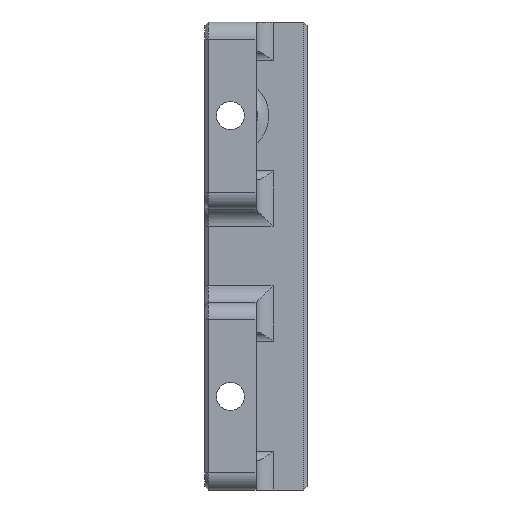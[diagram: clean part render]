
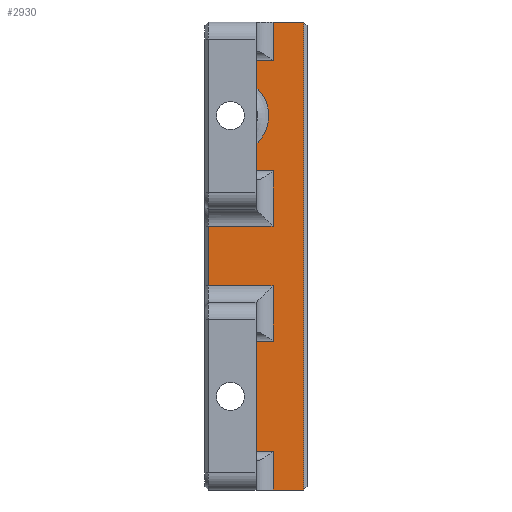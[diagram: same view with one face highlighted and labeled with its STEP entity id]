
A CAD part, front view. The second image highlights one B-rep face of the part: STEP entity #2930.
In plain terms, the highlighted planar face has unit normal (0, -1, 0).
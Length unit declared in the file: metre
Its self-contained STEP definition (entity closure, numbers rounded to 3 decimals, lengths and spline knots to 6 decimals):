
#127=LINE('',#4412,#430);
#128=LINE('',#4415,#431);
#129=LINE('',#4417,#432);
#130=LINE('',#4419,#433);
#131=LINE('',#4421,#434);
#132=LINE('',#4423,#435);
#133=LINE('',#4425,#436);
#134=LINE('',#4427,#437);
#135=LINE('',#4429,#438);
#136=LINE('',#4431,#439);
#137=LINE('',#4433,#440);
#138=LINE('',#4435,#441);
#139=LINE('',#4437,#442);
#140=LINE('',#4439,#443);
#141=LINE('',#4443,#444);
#142=LINE('',#4445,#445);
#143=LINE('',#4447,#446);
#430=VECTOR('',#3498,1.);
#431=VECTOR('',#3499,1.);
#432=VECTOR('',#3500,1.);
#433=VECTOR('',#3501,1.);
#434=VECTOR('',#3502,1.);
#435=VECTOR('',#3503,1.);
#436=VECTOR('',#3504,1.);
#437=VECTOR('',#3505,1.);
#438=VECTOR('',#3506,1.);
#439=VECTOR('',#3507,1.);
#440=VECTOR('',#3508,1.);
#441=VECTOR('',#3509,1.);
#442=VECTOR('',#3510,1.);
#443=VECTOR('',#3511,1.);
#444=VECTOR('',#3514,1.);
#445=VECTOR('',#3515,1.);
#446=VECTOR('',#3516,1.);
#690=PLANE('',#3131);
#856=ORIENTED_EDGE('',*,*,#1734,.T.);
#857=ORIENTED_EDGE('',*,*,#1735,.T.);
#858=ORIENTED_EDGE('',*,*,#1736,.T.);
#859=ORIENTED_EDGE('',*,*,#1737,.T.);
#860=ORIENTED_EDGE('',*,*,#1738,.T.);
#861=ORIENTED_EDGE('',*,*,#1739,.F.);
#862=ORIENTED_EDGE('',*,*,#1740,.T.);
#863=ORIENTED_EDGE('',*,*,#1741,.T.);
#864=ORIENTED_EDGE('',*,*,#1742,.T.);
#865=ORIENTED_EDGE('',*,*,#1743,.T.);
#866=ORIENTED_EDGE('',*,*,#1744,.F.);
#867=ORIENTED_EDGE('',*,*,#1745,.T.);
#868=ORIENTED_EDGE('',*,*,#1746,.T.);
#869=ORIENTED_EDGE('',*,*,#1747,.F.);
#870=ORIENTED_EDGE('',*,*,#1748,.T.);
#871=ORIENTED_EDGE('',*,*,#1749,.F.);
#872=ORIENTED_EDGE('',*,*,#1750,.T.);
#873=ORIENTED_EDGE('',*,*,#1751,.T.);
#874=ORIENTED_EDGE('',*,*,#1722,.F.);
#1722=EDGE_CURVE('',#2161,#2161,#2391,.F.);
#1734=EDGE_CURVE('',#2173,#2174,#127,.F.);
#1735=EDGE_CURVE('',#2174,#2175,#128,.T.);
#1736=EDGE_CURVE('',#2175,#2176,#129,.T.);
#1737=EDGE_CURVE('',#2176,#2177,#130,.F.);
#1738=EDGE_CURVE('',#2177,#2178,#131,.F.);
#1739=EDGE_CURVE('',#2179,#2178,#132,.T.);
#1740=EDGE_CURVE('',#2179,#2180,#133,.T.);
#1741=EDGE_CURVE('',#2180,#2181,#134,.F.);
#1742=EDGE_CURVE('',#2181,#2182,#135,.T.);
#1743=EDGE_CURVE('',#2182,#2183,#136,.T.);
#1744=EDGE_CURVE('',#2184,#2183,#137,.T.);
#1745=EDGE_CURVE('',#2184,#2185,#138,.T.);
#1746=EDGE_CURVE('',#2185,#2186,#139,.F.);
#1747=EDGE_CURVE('',#2187,#2186,#140,.T.);
#1748=EDGE_CURVE('',#2187,#2188,#2398,.T.);
#1749=EDGE_CURVE('',#2189,#2188,#141,.T.);
#1750=EDGE_CURVE('',#2189,#2190,#142,.T.);
#1751=EDGE_CURVE('',#2190,#2173,#143,.T.);
#2161=VERTEX_POINT('',#4379);
#2173=VERTEX_POINT('',#4413);
#2174=VERTEX_POINT('',#4414);
#2175=VERTEX_POINT('',#4416);
#2176=VERTEX_POINT('',#4418);
#2177=VERTEX_POINT('',#4420);
#2178=VERTEX_POINT('',#4422);
#2179=VERTEX_POINT('',#4424);
#2180=VERTEX_POINT('',#4426);
#2181=VERTEX_POINT('',#4428);
#2182=VERTEX_POINT('',#4430);
#2183=VERTEX_POINT('',#4432);
#2184=VERTEX_POINT('',#4434);
#2185=VERTEX_POINT('',#4436);
#2186=VERTEX_POINT('',#4438);
#2187=VERTEX_POINT('',#4440);
#2188=VERTEX_POINT('',#4442);
#2189=VERTEX_POINT('',#4444);
#2190=VERTEX_POINT('',#4446);
#2391=CIRCLE('',#3121,0.00165);
#2398=CIRCLE('',#3132,0.0045);
#2496=EDGE_LOOP('',(#856,#857,#858,#859,#860,#861,#862,#863,#864,#865,#866,
#867,#868,#869,#870,#871,#872,#873));
#2497=EDGE_LOOP('',(#874));
#2691=FACE_BOUND('',#2496,.T.);
#2692=FACE_BOUND('',#2497,.T.);
#2930=ADVANCED_FACE('',(#2691,#2692),#690,.F.);
#3121=AXIS2_PLACEMENT_3D('',#4378,#3473,#3474);
#3131=AXIS2_PLACEMENT_3D('',#4411,#3496,#3497);
#3132=AXIS2_PLACEMENT_3D('',#4441,#3512,#3513);
#3473=DIRECTION('',(0.,1.,0.));
#3474=DIRECTION('',(0.,0.,1.));
#3496=DIRECTION('',(0.,1.,0.));
#3497=DIRECTION('',(0.,0.,1.));
#3498=DIRECTION('',(1.,0.,0.));
#3499=DIRECTION('',(0.,0.,-1.));
#3500=DIRECTION('',(1.,0.,0.));
#3501=DIRECTION('',(0.,0.,1.));
#3502=DIRECTION('',(1.,0.,0.));
#3503=DIRECTION('',(0.,0.,1.));
#3504=DIRECTION('',(1.,0.,0.));
#3505=DIRECTION('',(0.,0.,1.));
#3506=DIRECTION('',(1.,0.,0.));
#3507=DIRECTION('',(0.,0.,1.));
#3508=DIRECTION('',(1.,0.,0.));
#3509=DIRECTION('',(0.,0.,-1.));
#3510=DIRECTION('',(1.,0.,0.));
#3511=DIRECTION('',(0.,0.,1.));
#3512=DIRECTION('',(0.,1.,0.));
#3513=DIRECTION('',(0.,0.,1.));
#3514=DIRECTION('',(0.,0.,1.));
#3515=DIRECTION('',(1.,0.,0.));
#3516=DIRECTION('',(0.,0.,-1.));
#4378=CARTESIAN_POINT('',(-0.003,-0.012,0.011));
#4379=CARTESIAN_POINT('',(-0.003,-0.012,0.01265));
#4411=CARTESIAN_POINT('',(-0.006,-0.012,0.0275));
#4412=CARTESIAN_POINT('',(-0.006,-0.012,0.031));
#4413=CARTESIAN_POINT('',(0.002,-0.012,0.031));
#4414=CARTESIAN_POINT('',(-0.0056,-0.012,0.031));
#4415=CARTESIAN_POINT('',(-0.0056,-0.012,0.0275));
#4416=CARTESIAN_POINT('',(-0.0056,-0.012,0.024));
#4417=CARTESIAN_POINT('',(-0.006,-0.012,0.024));
#4418=CARTESIAN_POINT('',(0.002,-0.012,0.024));
#4419=CARTESIAN_POINT('',(0.002,-0.012,0.0185));
#4420=CARTESIAN_POINT('',(0.002,-0.012,0.0175));
#4421=CARTESIAN_POINT('',(-0.006,-0.012,0.0175));
#4422=CARTESIAN_POINT('',(-0.006,-0.012,0.0175));
#4423=CARTESIAN_POINT('',(-0.006,-0.012,0.0275));
#4424=CARTESIAN_POINT('',(-0.006,-0.012,0.0045));
#4425=CARTESIAN_POINT('',(-0.006,-0.012,0.0045));
#4426=CARTESIAN_POINT('',(0.002,-0.012,0.0045));
#4427=CARTESIAN_POINT('',(0.002,-0.012,0.));
#4428=CARTESIAN_POINT('',(0.002,-0.012,0.));
#4429=CARTESIAN_POINT('',(-0.006,-0.012,0.));
#4430=CARTESIAN_POINT('',(0.0056,-0.012,0.));
#4431=CARTESIAN_POINT('',(0.0056,-0.012,0.055));
#4432=CARTESIAN_POINT('',(0.0056,-0.012,0.055));
#4433=CARTESIAN_POINT('',(-0.006,-0.012,0.055));
#4434=CARTESIAN_POINT('',(0.002,-0.012,0.055));
#4435=CARTESIAN_POINT('',(0.002,-0.012,0.0275));
#4436=CARTESIAN_POINT('',(0.002,-0.012,0.0505));
#4437=CARTESIAN_POINT('',(-0.006,-0.012,0.0505));
#4438=CARTESIAN_POINT('',(-0.006,-0.012,0.0505));
#4439=CARTESIAN_POINT('',(-0.006,-0.012,0.0275));
#4440=CARTESIAN_POINT('',(-0.006,-0.012,0.047354));
#4441=CARTESIAN_POINT('',(-0.003,-0.012,0.044));
#4442=CARTESIAN_POINT('',(-0.006,-0.012,0.040646));
#4443=CARTESIAN_POINT('',(-0.006,-0.012,0.0275));
#4444=CARTESIAN_POINT('',(-0.006,-0.012,0.0375));
#4445=CARTESIAN_POINT('',(-0.006,-0.012,0.0375));
#4446=CARTESIAN_POINT('',(0.002,-0.012,0.0375));
#4447=CARTESIAN_POINT('',(0.002,-0.012,0.0275));
